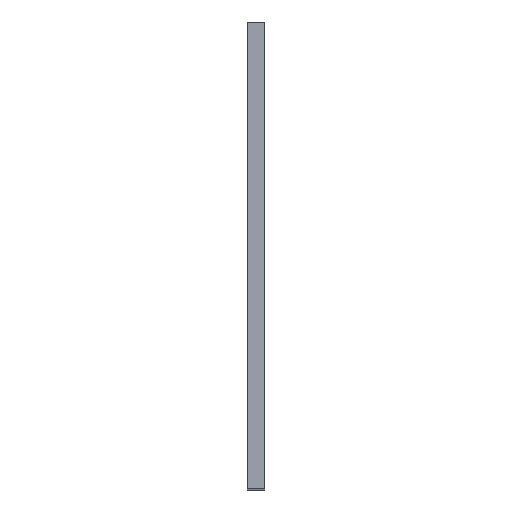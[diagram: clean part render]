
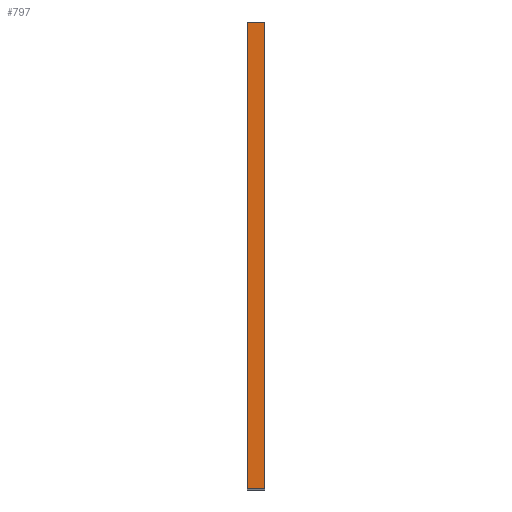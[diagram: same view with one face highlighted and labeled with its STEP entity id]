
A CAD part, top view. The second image highlights one B-rep face of the part: STEP entity #797.
In plain terms, the highlighted planar face has unit normal (0, 0, 1).
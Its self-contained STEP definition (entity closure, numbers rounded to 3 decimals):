
#59=PLANE('',#893);
#97=FACE_OUTER_BOUND('',#135,.T.);
#135=EDGE_LOOP('',(#655,#656,#657,#658));
#227=LINE('',#1325,#291);
#228=LINE('',#1327,#292);
#229=LINE('',#1329,#293);
#230=LINE('',#1330,#294);
#291=VECTOR('',#1107,10.);
#292=VECTOR('',#1108,10.);
#293=VECTOR('',#1109,10.);
#294=VECTOR('',#1110,10.);
#411=VERTEX_POINT('',#1323);
#412=VERTEX_POINT('',#1324);
#413=VERTEX_POINT('',#1326);
#414=VERTEX_POINT('',#1328);
#515=EDGE_CURVE('',#411,#412,#227,.T.);
#516=EDGE_CURVE('',#411,#413,#228,.T.);
#517=EDGE_CURVE('',#414,#413,#229,.T.);
#518=EDGE_CURVE('',#412,#414,#230,.T.);
#655=ORIENTED_EDGE('',*,*,#515,.F.);
#656=ORIENTED_EDGE('',*,*,#516,.T.);
#657=ORIENTED_EDGE('',*,*,#517,.F.);
#658=ORIENTED_EDGE('',*,*,#518,.F.);
#797=ADVANCED_FACE('',(#97),#59,.T.);
#893=AXIS2_PLACEMENT_3D('',#1322,#1105,#1106);
#1105=DIRECTION('center_axis',(0.,0.,1.));
#1106=DIRECTION('ref_axis',(0.,1.,0.));
#1107=DIRECTION('',(0.,-1.,0.));
#1108=DIRECTION('',(-1.,0.,0.));
#1109=DIRECTION('',(0.,1.,0.));
#1110=DIRECTION('',(-1.,0.,0.));
#1322=CARTESIAN_POINT('Origin',(53.594,-35.,89.453));
#1323=CARTESIAN_POINT('',(53.594,42.932,89.453));
#1324=CARTESIAN_POINT('',(53.594,-35.,89.453));
#1325=CARTESIAN_POINT('',(53.594,42.932,89.453));
#1326=CARTESIAN_POINT('',(50.594,42.932,89.453));
#1327=CARTESIAN_POINT('',(53.594,42.932,89.453));
#1328=CARTESIAN_POINT('',(50.594,-35.,89.453));
#1329=CARTESIAN_POINT('',(50.594,42.932,89.453));
#1330=CARTESIAN_POINT('',(53.594,-35.,89.453));
